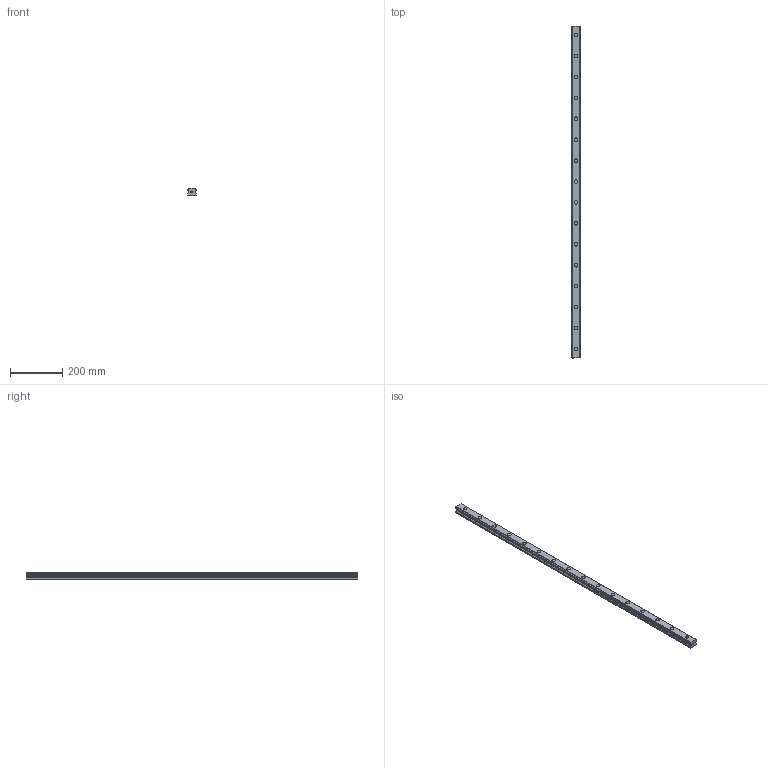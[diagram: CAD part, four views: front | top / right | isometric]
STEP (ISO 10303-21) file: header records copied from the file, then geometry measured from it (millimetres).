
FILE_DESCRIPTION(('STEP AP214'),'1');
FILE_NAME('cctmp_0CE4CAA6-7CA7-4E98-AC1E-27F7A7623688_2021_02_17_11_40_38_0483..stp','2021-02-17T10:40:38',('HIWIN GmbH'),('CADClick - www.CADClick.com'),'Spatial InterOp 3D',' ','unknown authorization');
FILE_SCHEMA(('AUTOMOTIVE_DESIGN'));
Length unit declared in the file: millimetre
Products named in the file (1): EGR35R1270C_FILE
Bounding box: 34 x 1270 x 27.5 mm (x, y, z)
Volume: 999690.7 mm3; surface area: 179057.8 mm2
Topology: 1 solids, 1 shells, 251 faces, 591 edges, 394 vertices
Faces by surface type: plane 137, cylinder 114
Entity records: 9305 total; most frequent: DIRECTION 1323, CARTESIAN_POINT 1237, ORIENTED_EDGE 1182, EDGE_CURVE 591, AXIS2_PLACEMENT_3D 480, VERTEX_POINT 394, LINE 363, VECTOR 363
